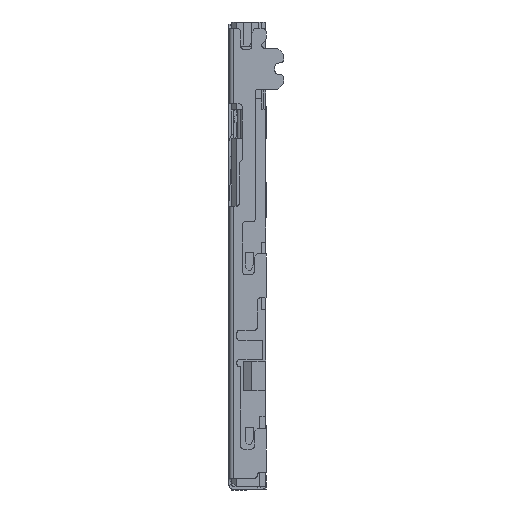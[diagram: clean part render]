
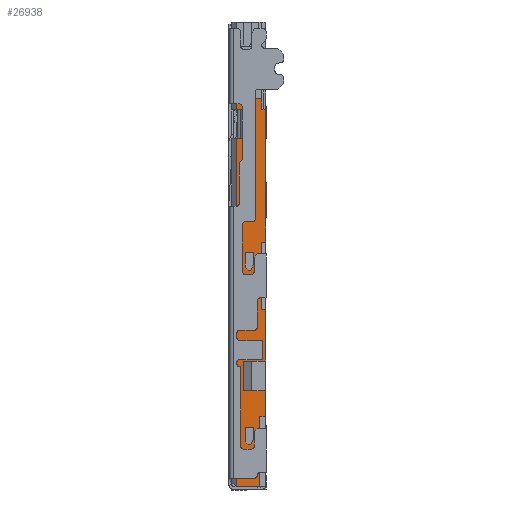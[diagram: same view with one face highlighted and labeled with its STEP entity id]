
A CAD part, left-side view. The second image highlights one B-rep face of the part: STEP entity #26938.
In plain terms, the highlighted planar face has unit normal (-1, 0, 0).
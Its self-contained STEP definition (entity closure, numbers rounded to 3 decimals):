
#2719=DIRECTION('',(0.,0.,-1.));
#2720=VECTOR('',#2719,0.9);
#2721=CARTESIAN_POINT('',(-7.42,-0.615,-12.6));
#2722=LINE('',#2721,#2720);
#2727=DIRECTION('',(0.,0.,-1.));
#2728=VECTOR('',#2727,1.76);
#2729=CARTESIAN_POINT('',(-7.42,-0.615,-9.83));
#2730=LINE('',#2729,#2728);
#2743=DIRECTION('',(0.,0.,-1.));
#2744=VECTOR('',#2743,4.545);
#2745=CARTESIAN_POINT('',(-7.42,-0.615,-2.98));
#2746=LINE('',#2745,#2744);
#3474=DIRECTION('',(0.,-0.707,-0.707));
#3475=VECTOR('',#3474,0.141);
#3476=CARTESIAN_POINT('',(-7.42,0.075,-14.35));
#3477=LINE('',#3476,#3475);
#3478=DIRECTION('',(0.,-1.,0.));
#3479=VECTOR('',#3478,0.075);
#3480=CARTESIAN_POINT('',(-7.42,-0.025,-14.45));
#3481=LINE('',#3480,#3479);
#3482=DIRECTION('',(0.,-0.5,0.866));
#3483=VECTOR('',#3482,0.2);
#3484=CARTESIAN_POINT('',(-7.42,-0.1,-14.45));
#3485=LINE('',#3484,#3483);
#3486=DIRECTION('',(0.,0.,1.));
#3487=VECTOR('',#3486,0.427);
#3488=CARTESIAN_POINT('',(-7.42,-0.2,-14.277));
#3489=LINE('',#3488,#3487);
#3490=DIRECTION('',(0.,1.,0.));
#3491=VECTOR('',#3490,0.275);
#3492=CARTESIAN_POINT('',(-7.42,-0.2,-13.85));
#3493=LINE('',#3492,#3491);
#3494=DIRECTION('',(0.,0.,-1.));
#3495=VECTOR('',#3494,0.5);
#3496=CARTESIAN_POINT('',(-7.42,0.075,-13.85));
#3497=LINE('',#3496,#3495);
#3498=DIRECTION('',(0.,-0.707,-0.707));
#3499=VECTOR('',#3498,0.141);
#3500=CARTESIAN_POINT('',(-7.42,0.075,-8.38));
#3501=LINE('',#3500,#3499);
#3502=DIRECTION('',(0.,-1.,0.));
#3503=VECTOR('',#3502,0.075);
#3504=CARTESIAN_POINT('',(-7.42,-0.025,-8.48));
#3505=LINE('',#3504,#3503);
#3506=DIRECTION('',(0.,-0.5,0.866));
#3507=VECTOR('',#3506,0.2);
#3508=CARTESIAN_POINT('',(-7.42,-0.1,-8.48));
#3509=LINE('',#3508,#3507);
#3510=DIRECTION('',(0.,0.,1.));
#3511=VECTOR('',#3510,0.427);
#3512=CARTESIAN_POINT('',(-7.42,-0.2,-8.307));
#3513=LINE('',#3512,#3511);
#3514=DIRECTION('',(0.,1.,0.));
#3515=VECTOR('',#3514,0.275);
#3516=CARTESIAN_POINT('',(-7.42,-0.2,-7.88));
#3517=LINE('',#3516,#3515);
#3518=DIRECTION('',(0.,0.,-1.));
#3519=VECTOR('',#3518,0.5);
#3520=CARTESIAN_POINT('',(-7.42,0.075,-7.88));
#3521=LINE('',#3520,#3519);
#3522=DIRECTION('',(0.,0.,-1.));
#3523=VECTOR('',#3522,11.9);
#3524=CARTESIAN_POINT('',(-7.42,0.385,-3.98));
#3525=LINE('',#3524,#3523);
#3526=DIRECTION('',(0.,0.,-1.));
#3527=VECTOR('',#3526,1.);
#3528=CARTESIAN_POINT('',(-7.42,0.155,-2.98));
#3529=LINE('',#3528,#3527);
#3530=DIRECTION('',(0.,0.,-1.));
#3531=VECTOR('',#3530,0.35);
#3532=CARTESIAN_POINT('',(-7.42,0.385,-2.63));
#3533=LINE('',#3532,#3531);
#3534=DIRECTION('',(0.,-1.,0.));
#3535=VECTOR('',#3534,0.87);
#3536=CARTESIAN_POINT('',(-7.42,0.385,-2.63));
#3537=LINE('',#3536,#3535);
#3538=DIRECTION('',(0.,0.,-1.));
#3539=VECTOR('',#3538,0.35);
#3540=CARTESIAN_POINT('',(-7.42,-0.485,-2.63));
#3541=LINE('',#3540,#3539);
#3542=DIRECTION('',(0.,1.,0.));
#3543=VECTOR('',#3542,0.13);
#3544=CARTESIAN_POINT('',(-7.42,-0.615,-2.98));
#3545=LINE('',#3544,#3543);
#3546=DIRECTION('',(0.,-1.,0.));
#3547=VECTOR('',#3546,0.14);
#3548=CARTESIAN_POINT('',(-7.42,-0.475,-7.525));
#3549=LINE('',#3548,#3547);
#3550=DIRECTION('',(0.,0.,1.));
#3551=VECTOR('',#3550,2.305);
#3552=CARTESIAN_POINT('',(-7.42,-0.475,-9.83));
#3553=LINE('',#3552,#3551);
#3554=DIRECTION('',(0.,-1.,0.));
#3555=VECTOR('',#3554,0.14);
#3556=CARTESIAN_POINT('',(-7.42,-0.475,-9.83));
#3557=LINE('',#3556,#3555);
#3558=DIRECTION('',(0.,1.,0.));
#3559=VECTOR('',#3558,0.75);
#3560=CARTESIAN_POINT('',(-7.42,-0.615,-11.59));
#3561=LINE('',#3560,#3559);
#3562=DIRECTION('',(0.,0.,1.));
#3563=VECTOR('',#3562,1.01);
#3564=CARTESIAN_POINT('',(-7.42,0.135,-12.6));
#3565=LINE('',#3564,#3563);
#3566=DIRECTION('',(0.,1.,0.));
#3567=VECTOR('',#3566,0.75);
#3568=CARTESIAN_POINT('',(-7.42,-0.615,-12.6));
#3569=LINE('',#3568,#3567);
#3570=DIRECTION('',(0.,1.,0.));
#3571=VECTOR('',#3570,0.2);
#3572=CARTESIAN_POINT('',(-7.42,-0.615,-13.5));
#3573=LINE('',#3572,#3571);
#3574=DIRECTION('',(0.,0.,1.));
#3575=VECTOR('',#3574,2.38);
#3576=CARTESIAN_POINT('',(-7.42,-0.415,-15.88));
#3577=LINE('',#3576,#3575);
#6607=DIRECTION('',(0.,-1.,0.));
#6608=VECTOR('',#6607,0.8);
#6609=CARTESIAN_POINT('',(-7.42,0.385,-15.88));
#6610=LINE('',#6609,#6608);
#7523=DIRECTION('',(0.,-1.,0.));
#7524=VECTOR('',#7523,0.23);
#7525=CARTESIAN_POINT('',(-7.42,0.385,-2.98));
#7526=LINE('',#7525,#7524);
#7539=DIRECTION('',(0.,1.,0.));
#7540=VECTOR('',#7539,0.23);
#7541=CARTESIAN_POINT('',(-7.42,0.155,-3.98));
#7542=LINE('',#7541,#7540);
#18355=CARTESIAN_POINT('',(-7.42,-0.615,-11.59));
#18356=CARTESIAN_POINT('',(-7.42,0.135,-11.59));
#18357=VERTEX_POINT('',#18355);
#18358=VERTEX_POINT('',#18356);
#18359=CARTESIAN_POINT('',(-7.42,-0.615,-12.6));
#18360=CARTESIAN_POINT('',(-7.42,0.135,-12.6));
#18361=VERTEX_POINT('',#18359);
#18362=VERTEX_POINT('',#18360);
#18399=CARTESIAN_POINT('',(-7.42,0.075,-14.35));
#18400=CARTESIAN_POINT('',(-7.42,-0.025,-14.45));
#18401=VERTEX_POINT('',#18399);
#18402=VERTEX_POINT('',#18400);
#18403=CARTESIAN_POINT('',(-7.42,-0.1,-14.45));
#18404=VERTEX_POINT('',#18403);
#18405=CARTESIAN_POINT('',(-7.42,-0.2,-14.277));
#18406=VERTEX_POINT('',#18405);
#18407=CARTESIAN_POINT('',(-7.42,-0.2,-13.85));
#18408=VERTEX_POINT('',#18407);
#18409=CARTESIAN_POINT('',(-7.42,0.075,-13.85));
#18410=VERTEX_POINT('',#18409);
#18411=CARTESIAN_POINT('',(-7.42,0.075,-8.38));
#18412=CARTESIAN_POINT('',(-7.42,-0.025,-8.48));
#18413=VERTEX_POINT('',#18411);
#18414=VERTEX_POINT('',#18412);
#18415=CARTESIAN_POINT('',(-7.42,-0.1,-8.48));
#18416=VERTEX_POINT('',#18415);
#18417=CARTESIAN_POINT('',(-7.42,-0.2,-8.307));
#18418=VERTEX_POINT('',#18417);
#18419=CARTESIAN_POINT('',(-7.42,-0.2,-7.88));
#18420=VERTEX_POINT('',#18419);
#18421=CARTESIAN_POINT('',(-7.42,0.075,-7.88));
#18422=VERTEX_POINT('',#18421);
#18439=CARTESIAN_POINT('',(-7.42,-0.485,-2.63));
#18440=CARTESIAN_POINT('',(-7.42,-0.485,-2.98));
#18441=VERTEX_POINT('',#18439);
#18442=VERTEX_POINT('',#18440);
#18443=CARTESIAN_POINT('',(-7.42,-0.615,-2.98));
#18444=VERTEX_POINT('',#18443);
#18475=CARTESIAN_POINT('',(-7.42,-0.415,-15.88));
#18476=VERTEX_POINT('',#18475);
#18477=CARTESIAN_POINT('',(-7.42,-0.615,-13.5));
#18478=CARTESIAN_POINT('',(-7.42,-0.415,-13.5));
#18479=VERTEX_POINT('',#18477);
#18480=VERTEX_POINT('',#18478);
#18615=CARTESIAN_POINT('',(-7.42,0.385,-3.98));
#18616=CARTESIAN_POINT('',(-7.42,0.385,-15.88));
#18617=VERTEX_POINT('',#18615);
#18618=VERTEX_POINT('',#18616);
#18619=CARTESIAN_POINT('',(-7.42,0.385,-2.63));
#18620=CARTESIAN_POINT('',(-7.42,0.385,-2.98));
#18621=VERTEX_POINT('',#18619);
#18622=VERTEX_POINT('',#18620);
#18714=CARTESIAN_POINT('',(-7.42,0.155,-2.98));
#18716=VERTEX_POINT('',#18714);
#18839=CARTESIAN_POINT('',(-7.42,-0.475,-9.83));
#18840=CARTESIAN_POINT('',(-7.42,-0.615,-9.83));
#18841=VERTEX_POINT('',#18839);
#18842=VERTEX_POINT('',#18840);
#18843=CARTESIAN_POINT('',(-7.42,-0.475,-7.525));
#18844=CARTESIAN_POINT('',(-7.42,-0.615,-7.525));
#18845=VERTEX_POINT('',#18843);
#18846=VERTEX_POINT('',#18844);
#19163=CARTESIAN_POINT('',(-7.42,0.155,-3.98));
#19165=VERTEX_POINT('',#19163);
#26867=CARTESIAN_POINT('',(-7.42,0.535,0.));
#26868=DIRECTION('',(-1.,0.,0.));
#26869=DIRECTION('',(0.,-1.,0.));
#26870=AXIS2_PLACEMENT_3D('',#26867,#26868,#26869);
#26871=PLANE('',#26870);
#26873=ORIENTED_EDGE('',*,*,#26872,.F.);
#26875=ORIENTED_EDGE('',*,*,#26874,.F.);
#26877=ORIENTED_EDGE('',*,*,#26876,.F.);
#26879=ORIENTED_EDGE('',*,*,#26878,.F.);
#26881=ORIENTED_EDGE('',*,*,#26880,.F.);
#26883=ORIENTED_EDGE('',*,*,#26882,.T.);
#26884=ORIENTED_EDGE('',*,*,#26830,.T.);
#26886=ORIENTED_EDGE('',*,*,#26885,.F.);
#26887=ORIENTED_EDGE('',*,*,#25723,.T.);
#26889=ORIENTED_EDGE('',*,*,#26888,.F.);
#26891=ORIENTED_EDGE('',*,*,#26890,.F.);
#26893=ORIENTED_EDGE('',*,*,#26892,.T.);
#26894=ORIENTED_EDGE('',*,*,#25715,.T.);
#26896=ORIENTED_EDGE('',*,*,#26895,.T.);
#26898=ORIENTED_EDGE('',*,*,#26897,.F.);
#26900=ORIENTED_EDGE('',*,*,#26899,.F.);
#26901=ORIENTED_EDGE('',*,*,#25707,.T.);
#26903=ORIENTED_EDGE('',*,*,#26902,.T.);
#26905=ORIENTED_EDGE('',*,*,#26904,.F.);
#26907=ORIENTED_EDGE('',*,*,#26906,.F.);
#26908=EDGE_LOOP('',(#26873,#26875,#26877,#26879,#26881,#26883,#26884,#26886,
#26887,#26889,#26891,#26893,#26894,#26896,#26898,#26900,#26901,#26903,#26905,
#26907));
#26909=FACE_OUTER_BOUND('',#26908,.F.);
#26911=ORIENTED_EDGE('',*,*,#26910,.T.);
#26913=ORIENTED_EDGE('',*,*,#26912,.T.);
#26915=ORIENTED_EDGE('',*,*,#26914,.T.);
#26917=ORIENTED_EDGE('',*,*,#26916,.T.);
#26919=ORIENTED_EDGE('',*,*,#26918,.T.);
#26921=ORIENTED_EDGE('',*,*,#26920,.T.);
#26922=EDGE_LOOP('',(#26911,#26913,#26915,#26917,#26919,#26921));
#26923=FACE_BOUND('',#26922,.F.);
#26925=ORIENTED_EDGE('',*,*,#26924,.T.);
#26927=ORIENTED_EDGE('',*,*,#26926,.T.);
#26929=ORIENTED_EDGE('',*,*,#26928,.T.);
#26931=ORIENTED_EDGE('',*,*,#26930,.T.);
#26933=ORIENTED_EDGE('',*,*,#26932,.T.);
#26935=ORIENTED_EDGE('',*,*,#26934,.T.);
#26936=EDGE_LOOP('',(#26925,#26927,#26929,#26931,#26933,#26935));
#26937=FACE_BOUND('',#26936,.F.);
#25707=EDGE_CURVE('',#18361,#18479,#2722,.T.);
#25715=EDGE_CURVE('',#18842,#18357,#2730,.T.);
#25723=EDGE_CURVE('',#18444,#18846,#2746,.T.);
#26830=EDGE_CURVE('',#18441,#18442,#3541,.T.);
#26872=EDGE_CURVE('',#18617,#18618,#3525,.T.);
#26874=EDGE_CURVE('',#19165,#18617,#7542,.T.);
#26876=EDGE_CURVE('',#18716,#19165,#3529,.T.);
#26878=EDGE_CURVE('',#18622,#18716,#7526,.T.);
#26880=EDGE_CURVE('',#18621,#18622,#3533,.T.);
#26882=EDGE_CURVE('',#18621,#18441,#3537,.T.);
#26885=EDGE_CURVE('',#18444,#18442,#3545,.T.);
#26888=EDGE_CURVE('',#18845,#18846,#3549,.T.);
#26890=EDGE_CURVE('',#18841,#18845,#3553,.T.);
#26892=EDGE_CURVE('',#18841,#18842,#3557,.T.);
#26895=EDGE_CURVE('',#18357,#18358,#3561,.T.);
#26897=EDGE_CURVE('',#18362,#18358,#3565,.T.);
#26899=EDGE_CURVE('',#18361,#18362,#3569,.T.);
#26902=EDGE_CURVE('',#18479,#18480,#3573,.T.);
#26904=EDGE_CURVE('',#18476,#18480,#3577,.T.);
#26906=EDGE_CURVE('',#18618,#18476,#6610,.T.);
#26910=EDGE_CURVE('',#18401,#18402,#3477,.T.);
#26912=EDGE_CURVE('',#18402,#18404,#3481,.T.);
#26914=EDGE_CURVE('',#18404,#18406,#3485,.T.);
#26916=EDGE_CURVE('',#18406,#18408,#3489,.T.);
#26918=EDGE_CURVE('',#18408,#18410,#3493,.T.);
#26920=EDGE_CURVE('',#18410,#18401,#3497,.T.);
#26924=EDGE_CURVE('',#18413,#18414,#3501,.T.);
#26926=EDGE_CURVE('',#18414,#18416,#3505,.T.);
#26928=EDGE_CURVE('',#18416,#18418,#3509,.T.);
#26930=EDGE_CURVE('',#18418,#18420,#3513,.T.);
#26932=EDGE_CURVE('',#18420,#18422,#3517,.T.);
#26934=EDGE_CURVE('',#18422,#18413,#3521,.T.);
#26938=ADVANCED_FACE('',(#26909,#26923,#26937),#26871,.T.);
